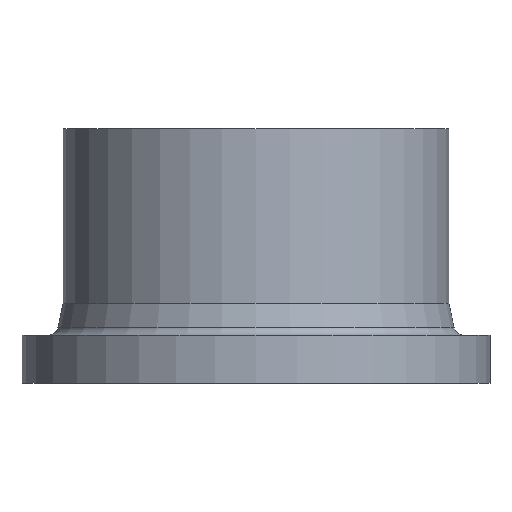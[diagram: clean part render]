
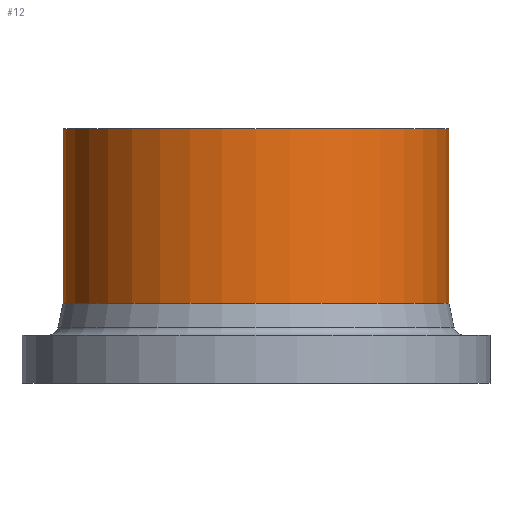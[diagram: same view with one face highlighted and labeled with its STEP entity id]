
A CAD part, front view. The second image highlights one B-rep face of the part: STEP entity #12.
In plain terms, the highlighted cylindrical face has radius 200 mm (diameter 400 mm), a partial arc.
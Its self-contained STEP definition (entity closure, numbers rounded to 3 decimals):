
#5 = VECTOR ( 'NONE', #232, 1000. ) ;
#9 = ORIENTED_EDGE ( 'NONE', *, *, #45, .T. ) ;
#12 = ADVANCED_FACE ( 'NONE', ( #473 ), #188, .T. ) ;
#17 = ORIENTED_EDGE ( 'NONE', *, *, #177, .F. ) ;
#28 = CARTESIAN_POINT ( 'NONE',  ( 200., 0., 83. ) ) ;
#32 = EDGE_CURVE ( 'NONE', #253, #61, #265, .T. ) ;
#34 = DIRECTION ( 'NONE',  ( -1., 0., 0. ) ) ;
#36 = VERTEX_POINT ( 'NONE', #269 ) ;
#43 = CIRCLE ( 'NONE', #379, 200. ) ;
#45 = EDGE_CURVE ( 'NONE', #61, #36, #126, .T. ) ;
#61 = VERTEX_POINT ( 'NONE', #237 ) ;
#78 = CARTESIAN_POINT ( 'NONE',  ( -200., 0., 0. ) ) ;
#83 = ORIENTED_EDGE ( 'NONE', *, *, #441, .F. ) ;
#89 = VECTOR ( 'NONE', #240, 1000. ) ;
#115 = CARTESIAN_POINT ( 'NONE',  ( 200., 0., 0. ) ) ;
#126 = LINE ( 'NONE', #78, #89 ) ;
#130 = DIRECTION ( 'NONE',  ( 0., 0., -1. ) ) ;
#141 = EDGE_LOOP ( 'NONE', ( #17, #388, #9, #83 ) ) ;
#150 = DIRECTION ( 'NONE',  ( -1., 0., 0. ) ) ;
#153 = AXIS2_PLACEMENT_3D ( 'NONE', #475, #130, #150 ) ;
#160 = LINE ( 'NONE', #115, #5 ) ;
#177 = EDGE_CURVE ( 'NONE', #253, #465, #160, .T. ) ;
#178 = CARTESIAN_POINT ( 'NONE',  ( 200., 0., 264. ) ) ;
#188 = CYLINDRICAL_SURFACE ( 'NONE', #295, 200. ) ;
#232 = DIRECTION ( 'NONE',  ( 0., 0., -1. ) ) ;
#237 = CARTESIAN_POINT ( 'NONE',  ( -200., 0., 264. ) ) ;
#240 = DIRECTION ( 'NONE',  ( 0., 0., -1. ) ) ;
#242 = DIRECTION ( 'NONE',  ( -1., 0., 0. ) ) ;
#253 = VERTEX_POINT ( 'NONE', #178 ) ;
#265 = CIRCLE ( 'NONE', #153, 200. ) ;
#269 = CARTESIAN_POINT ( 'NONE',  ( -200., 0., 83. ) ) ;
#295 = AXIS2_PLACEMENT_3D ( 'NONE', #403, #301, #242 ) ;
#301 = DIRECTION ( 'NONE',  ( 0., 0., -1. ) ) ;
#379 = AXIS2_PLACEMENT_3D ( 'NONE', #430, #437, #34 ) ;
#388 = ORIENTED_EDGE ( 'NONE', *, *, #32, .T. ) ;
#403 = CARTESIAN_POINT ( 'NONE',  ( 0., 0., 0. ) ) ;
#430 = CARTESIAN_POINT ( 'NONE',  ( 0., 0., 83. ) ) ;
#437 = DIRECTION ( 'NONE',  ( 0., 0., -1. ) ) ;
#441 = EDGE_CURVE ( 'NONE', #465, #36, #43, .T. ) ;
#465 = VERTEX_POINT ( 'NONE', #28 ) ;
#473 = FACE_OUTER_BOUND ( 'NONE', #141, .T. ) ;
#475 = CARTESIAN_POINT ( 'NONE',  ( 0., 0., 264. ) ) ;
